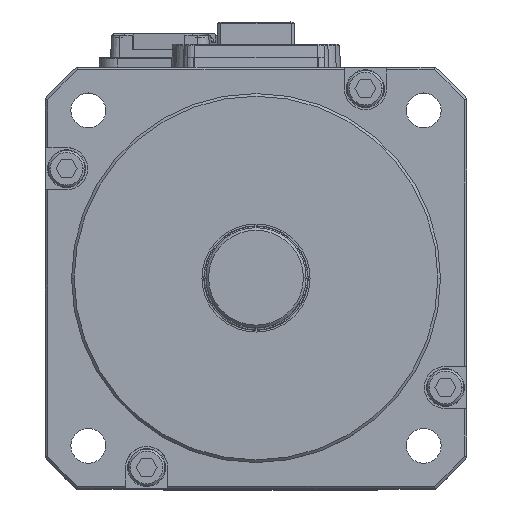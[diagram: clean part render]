
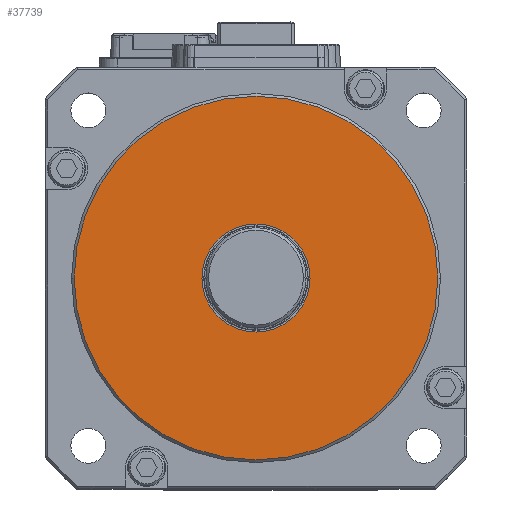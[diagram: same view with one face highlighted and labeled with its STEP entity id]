
A CAD part, top view. The second image highlights one B-rep face of the part: STEP entity #37739.
In plain terms, the highlighted planar face has unit normal (0, 0, 1).
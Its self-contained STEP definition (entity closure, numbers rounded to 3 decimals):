
#19970 = CIRCLE ( 'NONE', #19986, 34.5 ) ;
#19982 = CIRCLE ( 'NONE', #20015, 10.25 ) ;
#19986 = AXIS2_PLACEMENT_3D ( 'NONE', #25146, #25145, #25150 ) ;
#20015 = AXIS2_PLACEMENT_3D ( 'NONE', #25108, #25113, #25087 ) ;
#20364 = CIRCLE ( 'NONE', #20367, 34.5 ) ;
#20367 = AXIS2_PLACEMENT_3D ( 'NONE', #23109, #23047, #22987 ) ;
#20531 = CIRCLE ( 'NONE', #20572, 10.25 ) ;
#20572 = AXIS2_PLACEMENT_3D ( 'NONE', #26080, #26047, #26065 ) ;
#22987 = DIRECTION ( 'NONE',  ( 1., 0., 0. ) ) ;
#23047 = DIRECTION ( 'NONE',  ( 0., 0., 1. ) ) ;
#23109 = CARTESIAN_POINT ( 'NONE',  ( 0., 0., 50.5 ) ) ;
#25087 = DIRECTION ( 'NONE',  ( 1., 0., 0. ) ) ;
#25108 = CARTESIAN_POINT ( 'NONE',  ( 0., 0., 50.5 ) ) ;
#25113 = DIRECTION ( 'NONE',  ( 0., 0., 1. ) ) ;
#25145 = DIRECTION ( 'NONE',  ( 0., 0., 1. ) ) ;
#25146 = CARTESIAN_POINT ( 'NONE',  ( 0., 0., 50.5 ) ) ;
#25150 = DIRECTION ( 'NONE',  ( 1., 0., 0. ) ) ;
#26047 = DIRECTION ( 'NONE',  ( 0., 0., 1. ) ) ;
#26065 = DIRECTION ( 'NONE',  ( 1., 0., 0. ) ) ;
#26080 = CARTESIAN_POINT ( 'NONE',  ( 0., 0., 50.5 ) ) ;
#37739 = ADVANCED_FACE ( 'NONE', ( #58366, #58368 ), #58342, .T. ) ;
#39665 = EDGE_CURVE ( 'NONE', #73514, #73635, #19982, .T. ) ;
#39683 = EDGE_CURVE ( 'NONE', #73409, #73499, #19970, .T. ) ;
#39829 = EDGE_CURVE ( 'NONE', #73499, #73409, #20364, .T. ) ;
#39842 = EDGE_CURVE ( 'NONE', #73635, #73514, #20531, .T. ) ;
#52016 = AXIS2_PLACEMENT_3D ( 'NONE', #58344, #58359, #58361 ) ;
#58342 = PLANE ( 'NONE',  #52016 ) ;
#58344 = CARTESIAN_POINT ( 'NONE',  ( 0., 0., 50.5 ) ) ;
#58359 = DIRECTION ( 'NONE',  ( 0., 0., 1. ) ) ;
#58361 = DIRECTION ( 'NONE',  ( 1., 0., 0. ) ) ;
#58366 = FACE_OUTER_BOUND ( 'NONE', #70479, .T. ) ;
#58368 = FACE_BOUND ( 'NONE', #70554, .T. ) ;
#62267 = ORIENTED_EDGE ( 'NONE', *, *, #39842, .F. ) ;
#62391 = ORIENTED_EDGE ( 'NONE', *, *, #39829, .T. ) ;
#62393 = ORIENTED_EDGE ( 'NONE', *, *, #39683, .T. ) ;
#62471 = ORIENTED_EDGE ( 'NONE', *, *, #39665, .F. ) ;
#70479 = EDGE_LOOP ( 'NONE', ( #62391, #62393 ) ) ;
#70554 = EDGE_LOOP ( 'NONE', ( #62471, #62267 ) ) ;
#73409 = VERTEX_POINT ( 'NONE', #75497 ) ;
#73499 = VERTEX_POINT ( 'NONE', #75611 ) ;
#73514 = VERTEX_POINT ( 'NONE', #75651 ) ;
#73635 = VERTEX_POINT ( 'NONE', #75798 ) ;
#75497 = CARTESIAN_POINT ( 'NONE',  ( 34.5, 0., 50.5 ) ) ;
#75611 = CARTESIAN_POINT ( 'NONE',  ( -34.5, 0., 50.5 ) ) ;
#75651 = CARTESIAN_POINT ( 'NONE',  ( -10.25, 0., 50.5 ) ) ;
#75798 = CARTESIAN_POINT ( 'NONE',  ( 10.25, 0., 50.5 ) ) ;
